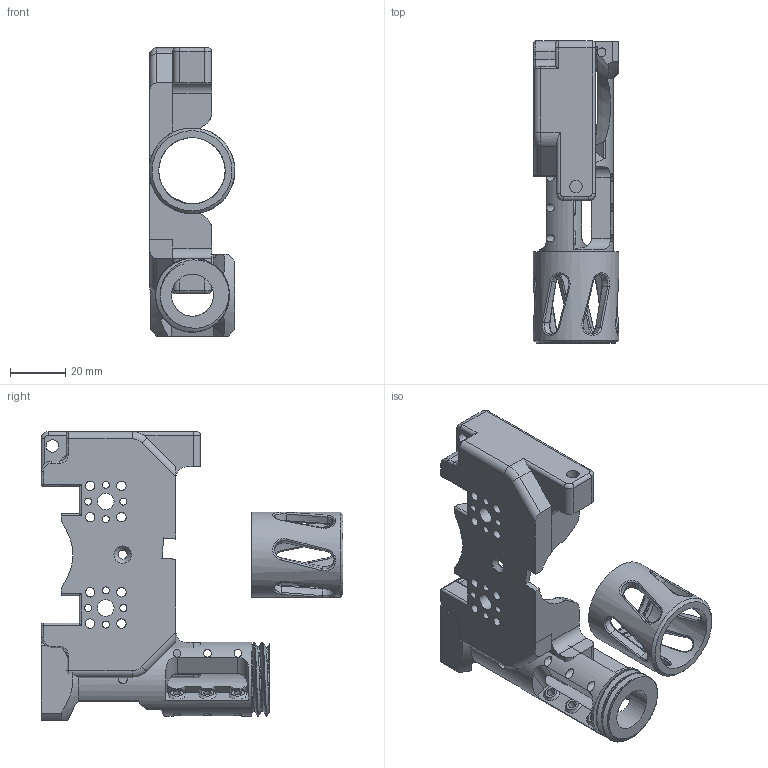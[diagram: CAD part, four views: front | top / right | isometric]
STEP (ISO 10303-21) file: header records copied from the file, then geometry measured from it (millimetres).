
FILE_DESCRIPTION(/* description */ (''),/* implementation_level */ '2;1');
FILE_NAME(/* name */ 'Muzzle.step',/* time_stamp */ '2024-01-02T17:43:25-05:00',/* author */ (''),/* organization */ (''),/* preprocessor_version */ 'ST-DEVELOPER v20',/* originating_system */ 'Autodesk Translation Framework v12.14.0.127',/* authorisation */ '');
FILE_SCHEMA (('AUTOMOTIVE_DESIGN { 1 0 10303 214 3 1 1 }'));
Length unit declared in the file: millimetre
Products named in the file (2): Cage; CageBody
Assembly tree (1 placements, depth 2):
  Cage
    CageBody
Bounding box: 31.03 x 109.18 x 104.25 mm (x, y, z)
Volume: 57916 mm3; surface area: 33979.6 mm2
Topology: 3 solids, 3 shells, 416 faces, 1173 edges, 756 vertices
Faces by surface type: cylinder 152, plane 120, bspline 108, cone 20, torus 14, sphere 2
Full cylindrical faces by diameter (mm): 2.54 x8, 2.8 x9, 3 x2, 3.2 x2, 3.3 x2, 3.4 x6, 4.5 x4, 6 x2, 6.3 x1, 15.24 x1, 23.329 x1, 24.002 x2, 26.765 x2, 27.349 x1, 31 x1
Entity records: 20842 total; most frequent: CARTESIAN_POINT 10610, ORIENTED_EDGE 2346, DIRECTION 1804, EDGE_CURVE 1173, VERTEX_POINT 756, AXIS2_PLACEMENT_3D 685, EDGE_LOOP 501, LINE 434
